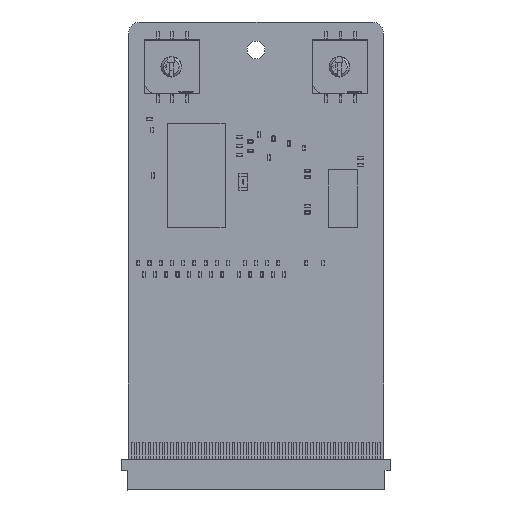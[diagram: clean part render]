
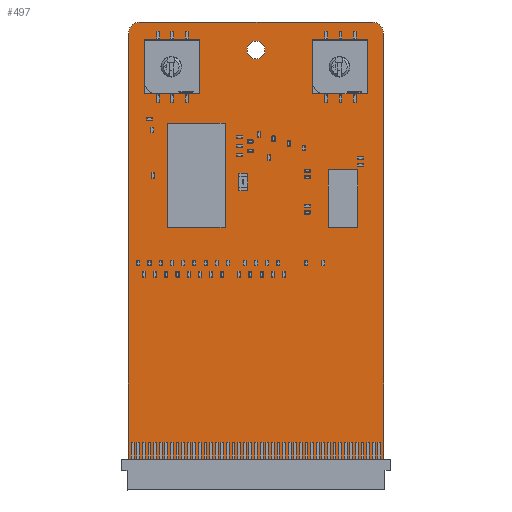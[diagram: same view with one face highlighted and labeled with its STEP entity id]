
A CAD part, top view. The second image highlights one B-rep face of the part: STEP entity #497.
In plain terms, the highlighted planar face has unit normal (0, 0, 1).
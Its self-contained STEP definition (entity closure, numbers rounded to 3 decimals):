
#264 = VERTEX_POINT('',#265);
#265 = CARTESIAN_POINT('',(0.,0.,0.6));
#271 = EDGE_CURVE('',#264,#272,#274,.T.);
#272 = VERTEX_POINT('',#273);
#273 = CARTESIAN_POINT('',(0.,76.,0.6));
#274 = LINE('',#275,#276);
#275 = CARTESIAN_POINT('',(0.,0.,0.6));
#276 = VECTOR('',#277,1.);
#277 = DIRECTION('',(0.,1.,0.));
#302 = EDGE_CURVE('',#272,#303,#305,.T.);
#303 = VERTEX_POINT('',#304);
#304 = CARTESIAN_POINT('',(2.,78.,0.6));
#305 = CIRCLE('',#306,2.001);
#306 = AXIS2_PLACEMENT_3D('',#307,#308,#309);
#307 = CARTESIAN_POINT('',(2.001,75.999,0.6));
#308 = DIRECTION('',(0.,0.,-1.));
#309 = DIRECTION('',(-1.,0.,0.));
#335 = EDGE_CURVE('',#303,#336,#338,.T.);
#336 = VERTEX_POINT('',#337);
#337 = CARTESIAN_POINT('',(43.5,78.,0.6));
#338 = LINE('',#339,#340);
#339 = CARTESIAN_POINT('',(2.,78.,0.6));
#340 = VECTOR('',#341,1.);
#341 = DIRECTION('',(1.,0.,0.));
#366 = EDGE_CURVE('',#336,#367,#369,.T.);
#367 = VERTEX_POINT('',#368);
#368 = CARTESIAN_POINT('',(45.5,76.,0.6));
#369 = CIRCLE('',#370,2.001);
#370 = AXIS2_PLACEMENT_3D('',#371,#372,#373);
#371 = CARTESIAN_POINT('',(43.499,75.999,0.6));
#372 = DIRECTION('',(0.,0.,-1.));
#373 = DIRECTION('',(0.,1.,0.));
#399 = EDGE_CURVE('',#367,#400,#402,.T.);
#400 = VERTEX_POINT('',#401);
#401 = CARTESIAN_POINT('',(45.5,0.,0.6));
#402 = LINE('',#403,#404);
#403 = CARTESIAN_POINT('',(45.5,76.,0.6));
#404 = VECTOR('',#405,1.);
#405 = DIRECTION('',(0.,-1.,0.));
#430 = EDGE_CURVE('',#400,#264,#431,.T.);
#431 = LINE('',#432,#433);
#432 = CARTESIAN_POINT('',(45.5,0.,0.6));
#433 = VECTOR('',#434,1.);
#434 = DIRECTION('',(-1.,0.,0.));
#454 = VERTEX_POINT('',#455);
#455 = CARTESIAN_POINT('',(24.35,73.,0.6));
#461 = EDGE_CURVE('',#454,#454,#462,.T.);
#462 = CIRCLE('',#463,1.6);
#463 = AXIS2_PLACEMENT_3D('',#464,#465,#466);
#464 = CARTESIAN_POINT('',(22.75,73.,0.6));
#465 = DIRECTION('',(0.,0.,1.));
#466 = DIRECTION('',(1.,0.,-0.));
#497 = ADVANCED_FACE('',(#498,#506),#509,.F.);
#498 = FACE_BOUND('',#499,.F.);
#499 = EDGE_LOOP('',(#500,#501,#502,#503,#504,#505));
#500 = ORIENTED_EDGE('',*,*,#271,.T.);
#501 = ORIENTED_EDGE('',*,*,#302,.T.);
#502 = ORIENTED_EDGE('',*,*,#335,.T.);
#503 = ORIENTED_EDGE('',*,*,#366,.T.);
#504 = ORIENTED_EDGE('',*,*,#399,.T.);
#505 = ORIENTED_EDGE('',*,*,#430,.T.);
#506 = FACE_BOUND('',#507,.F.);
#507 = EDGE_LOOP('',(#508));
#508 = ORIENTED_EDGE('',*,*,#461,.T.);
#509 = PLANE('',#510);
#510 = AXIS2_PLACEMENT_3D('',#511,#512,#513);
#511 = CARTESIAN_POINT('',(22.75,38.713,0.6));
#512 = DIRECTION('',(-0.,-0.,-1.));
#513 = DIRECTION('',(-1.,0.,0.));
